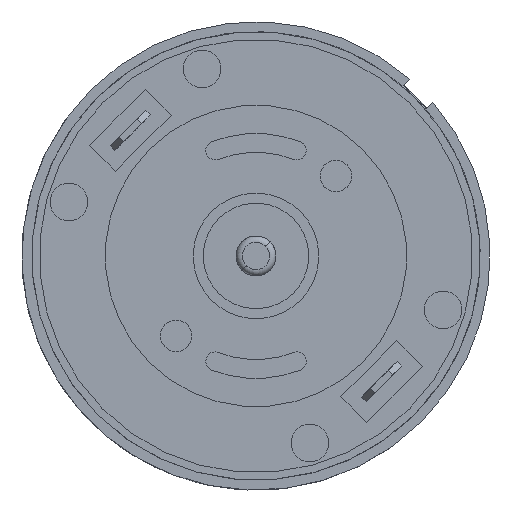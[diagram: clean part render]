
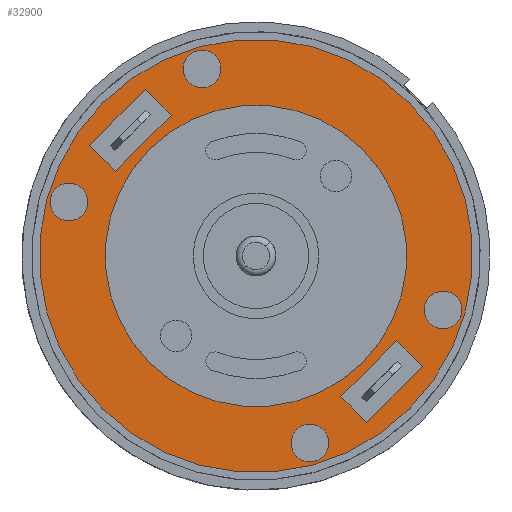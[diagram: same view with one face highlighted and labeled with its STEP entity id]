
A CAD part, left-side view. The second image highlights one B-rep face of the part: STEP entity #32900.
In plain terms, the highlighted face is planar.
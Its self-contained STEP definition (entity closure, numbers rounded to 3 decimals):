
#31319=DIRECTION('',(0.,0.,1.));
#31320=VECTOR('',#31319,6.3);
#31321=CARTESIAN_POINT('',(49.,-15.6,-3.15));
#31322=LINE('',#31321,#31320);
#31327=CARTESIAN_POINT('',(49.,0.,0.));
#31328=DIRECTION('',(-1.,0.,0.));
#31329=DIRECTION('',(0.,1.,0.));
#31330=AXIS2_PLACEMENT_3D('',#31327,#31328,#31329);
#31332=CARTESIAN_POINT('',(49.,0.,0.));
#31333=DIRECTION('',(-1.,0.,0.));
#31334=DIRECTION('',(0.,-1.,0.));
#31335=AXIS2_PLACEMENT_3D('',#31332,#31333,#31334);
#31337=CARTESIAN_POINT('',(49.,0.,0.));
#31338=DIRECTION('',(1.,0.,0.));
#31339=DIRECTION('',(0.,0.,1.));
#31340=AXIS2_PLACEMENT_3D('',#31337,#31338,#31339);
#31342=CARTESIAN_POINT('',(49.,0.,0.));
#31343=DIRECTION('',(1.,0.,0.));
#31344=DIRECTION('',(0.,0.,-1.));
#31345=AXIS2_PLACEMENT_3D('',#31342,#31343,#31344);
#31347=CARTESIAN_POINT('',(49.,-13.569,-7.5));
#31348=DIRECTION('',(1.,0.,0.));
#31349=DIRECTION('',(0.,0.,1.));
#31350=AXIS2_PLACEMENT_3D('',#31347,#31348,#31349);
#31352=CARTESIAN_POINT('',(49.,-13.569,-7.5));
#31353=DIRECTION('',(1.,0.,0.));
#31354=DIRECTION('',(0.,0.,-1.));
#31355=AXIS2_PLACEMENT_3D('',#31352,#31353,#31354);
#31357=CARTESIAN_POINT('',(49.,-13.569,7.5));
#31358=DIRECTION('',(1.,0.,0.));
#31359=DIRECTION('',(0.,0.,1.));
#31360=AXIS2_PLACEMENT_3D('',#31357,#31358,#31359);
#31362=CARTESIAN_POINT('',(49.,-13.569,7.5));
#31363=DIRECTION('',(1.,0.,0.));
#31364=DIRECTION('',(0.,0.,-1.));
#31365=AXIS2_PLACEMENT_3D('',#31362,#31363,#31364);
#31367=CARTESIAN_POINT('',(49.,13.569,-7.5));
#31368=DIRECTION('',(1.,0.,0.));
#31369=DIRECTION('',(0.,0.,1.));
#31370=AXIS2_PLACEMENT_3D('',#31367,#31368,#31369);
#31372=CARTESIAN_POINT('',(49.,13.569,-7.5));
#31373=DIRECTION('',(1.,0.,0.));
#31374=DIRECTION('',(0.,0.,-1.));
#31375=AXIS2_PLACEMENT_3D('',#31372,#31373,#31374);
#31377=CARTESIAN_POINT('',(49.,13.569,7.5));
#31378=DIRECTION('',(1.,0.,0.));
#31379=DIRECTION('',(0.,0.,1.));
#31380=AXIS2_PLACEMENT_3D('',#31377,#31378,#31379);
#31382=CARTESIAN_POINT('',(49.,13.569,7.5));
#31383=DIRECTION('',(1.,0.,0.));
#31384=DIRECTION('',(0.,0.,-1.));
#31385=AXIS2_PLACEMENT_3D('',#31382,#31383,#31384);
#31994=DIRECTION('',(0.,1.,0.));
#31995=VECTOR('',#31994,2.9);
#31996=CARTESIAN_POINT('',(49.,12.7,3.15));
#31997=LINE('',#31996,#31995);
#32002=DIRECTION('',(0.,0.,-1.));
#32003=VECTOR('',#32002,6.3);
#32004=CARTESIAN_POINT('',(49.,15.6,3.15));
#32005=LINE('',#32004,#32003);
#32010=DIRECTION('',(0.,-1.,0.));
#32011=VECTOR('',#32010,2.9);
#32012=CARTESIAN_POINT('',(49.,15.6,-3.15));
#32013=LINE('',#32012,#32011);
#32018=DIRECTION('',(0.,0.,1.));
#32019=VECTOR('',#32018,6.3);
#32020=CARTESIAN_POINT('',(49.,12.7,-3.15));
#32021=LINE('',#32020,#32019);
#32186=DIRECTION('',(0.,-1.,0.));
#32187=VECTOR('',#32186,2.9);
#32188=CARTESIAN_POINT('',(49.,-12.7,-3.15));
#32189=LINE('',#32188,#32187);
#32194=DIRECTION('',(0.,0.,-1.));
#32195=VECTOR('',#32194,6.3);
#32196=CARTESIAN_POINT('',(49.,-12.7,3.15));
#32197=LINE('',#32196,#32195);
#32202=DIRECTION('',(0.,1.,0.));
#32203=VECTOR('',#32202,2.9);
#32204=CARTESIAN_POINT('',(49.,-15.6,3.15));
#32205=LINE('',#32204,#32203);
#32446=CARTESIAN_POINT('',(49.,12.7,3.15));
#32447=CARTESIAN_POINT('',(49.,15.6,3.15));
#32448=VERTEX_POINT('',#32446);
#32449=VERTEX_POINT('',#32447);
#32450=CARTESIAN_POINT('',(49.,17.25,0.));
#32451=CARTESIAN_POINT('',(49.,-17.25,0.));
#32452=VERTEX_POINT('',#32450);
#32453=VERTEX_POINT('',#32451);
#32454=CARTESIAN_POINT('',(49.,0.,12.));
#32455=CARTESIAN_POINT('',(49.,0.,-12.));
#32456=VERTEX_POINT('',#32454);
#32457=VERTEX_POINT('',#32455);
#32458=CARTESIAN_POINT('',(49.,12.7,-3.15));
#32459=VERTEX_POINT('',#32458);
#32460=CARTESIAN_POINT('',(49.,15.6,-3.15));
#32461=VERTEX_POINT('',#32460);
#32462=CARTESIAN_POINT('',(49.,-15.6,-3.15));
#32463=CARTESIAN_POINT('',(49.,-15.6,3.15));
#32464=VERTEX_POINT('',#32462);
#32465=VERTEX_POINT('',#32463);
#32466=CARTESIAN_POINT('',(49.,-12.7,-3.15));
#32467=VERTEX_POINT('',#32466);
#32468=CARTESIAN_POINT('',(49.,-12.7,3.15));
#32469=VERTEX_POINT('',#32468);
#32470=CARTESIAN_POINT('',(49.,-13.569,-6.));
#32471=CARTESIAN_POINT('',(49.,-13.569,-9.));
#32472=VERTEX_POINT('',#32470);
#32473=VERTEX_POINT('',#32471);
#32474=CARTESIAN_POINT('',(49.,-13.569,9.));
#32475=CARTESIAN_POINT('',(49.,-13.569,6.));
#32476=VERTEX_POINT('',#32474);
#32477=VERTEX_POINT('',#32475);
#32478=CARTESIAN_POINT('',(49.,13.569,-6.));
#32479=CARTESIAN_POINT('',(49.,13.569,-9.));
#32480=VERTEX_POINT('',#32478);
#32481=VERTEX_POINT('',#32479);
#32482=CARTESIAN_POINT('',(49.,13.569,9.));
#32483=CARTESIAN_POINT('',(49.,13.569,6.));
#32484=VERTEX_POINT('',#32482);
#32485=VERTEX_POINT('',#32483);
#32840=CARTESIAN_POINT('',(49.,0.,0.));
#32841=DIRECTION('',(1.,0.,0.));
#32842=DIRECTION('',(0.,-1.,0.));
#32843=AXIS2_PLACEMENT_3D('',#32840,#32841,#32842);
#32844=PLANE('',#32843);
#32846=ORIENTED_EDGE('',*,*,#32845,.T.);
#32848=ORIENTED_EDGE('',*,*,#32847,.T.);
#32849=EDGE_LOOP('',(#32846,#32848));
#32850=FACE_OUTER_BOUND('',#32849,.F.);
#32852=ORIENTED_EDGE('',*,*,#32851,.T.);
#32854=ORIENTED_EDGE('',*,*,#32853,.T.);
#32855=EDGE_LOOP('',(#32852,#32854));
#32856=FACE_BOUND('',#32855,.F.);
#32858=ORIENTED_EDGE('',*,*,#32857,.F.);
#32860=ORIENTED_EDGE('',*,*,#32859,.F.);
#32862=ORIENTED_EDGE('',*,*,#32861,.F.);
#32864=ORIENTED_EDGE('',*,*,#32863,.F.);
#32865=EDGE_LOOP('',(#32858,#32860,#32862,#32864));
#32866=FACE_BOUND('',#32865,.F.);
#32867=ORIENTED_EDGE('',*,*,#32830,.F.);
#32869=ORIENTED_EDGE('',*,*,#32868,.F.);
#32871=ORIENTED_EDGE('',*,*,#32870,.F.);
#32873=ORIENTED_EDGE('',*,*,#32872,.F.);
#32874=EDGE_LOOP('',(#32867,#32869,#32871,#32873));
#32875=FACE_BOUND('',#32874,.F.);
#32877=ORIENTED_EDGE('',*,*,#32876,.T.);
#32879=ORIENTED_EDGE('',*,*,#32878,.T.);
#32880=EDGE_LOOP('',(#32877,#32879));
#32881=FACE_BOUND('',#32880,.F.);
#32883=ORIENTED_EDGE('',*,*,#32882,.T.);
#32885=ORIENTED_EDGE('',*,*,#32884,.T.);
#32886=EDGE_LOOP('',(#32883,#32885));
#32887=FACE_BOUND('',#32886,.F.);
#32889=ORIENTED_EDGE('',*,*,#32888,.T.);
#32891=ORIENTED_EDGE('',*,*,#32890,.T.);
#32892=EDGE_LOOP('',(#32889,#32891));
#32893=FACE_BOUND('',#32892,.F.);
#32895=ORIENTED_EDGE('',*,*,#32894,.T.);
#32897=ORIENTED_EDGE('',*,*,#32896,.T.);
#32898=EDGE_LOOP('',(#32895,#32897));
#32899=FACE_BOUND('',#32898,.F.);
#31331=CIRCLE('',#31330,17.25);
#31336=CIRCLE('',#31335,17.25);
#31341=CIRCLE('',#31340,12.);
#31346=CIRCLE('',#31345,12.);
#31351=CIRCLE('',#31350,1.5);
#31356=CIRCLE('',#31355,1.5);
#31361=CIRCLE('',#31360,1.5);
#31366=CIRCLE('',#31365,1.5);
#31371=CIRCLE('',#31370,1.5);
#31376=CIRCLE('',#31375,1.5);
#31381=CIRCLE('',#31380,1.5);
#31386=CIRCLE('',#31385,1.5);
#32830=EDGE_CURVE('',#32464,#32465,#31322,.T.);
#32845=EDGE_CURVE('',#32452,#32453,#31331,.T.);
#32847=EDGE_CURVE('',#32453,#32452,#31336,.T.);
#32851=EDGE_CURVE('',#32456,#32457,#31341,.T.);
#32853=EDGE_CURVE('',#32457,#32456,#31346,.T.);
#32857=EDGE_CURVE('',#32448,#32449,#31997,.T.);
#32859=EDGE_CURVE('',#32459,#32448,#32021,.T.);
#32861=EDGE_CURVE('',#32461,#32459,#32013,.T.);
#32863=EDGE_CURVE('',#32449,#32461,#32005,.T.);
#32868=EDGE_CURVE('',#32467,#32464,#32189,.T.);
#32870=EDGE_CURVE('',#32469,#32467,#32197,.T.);
#32872=EDGE_CURVE('',#32465,#32469,#32205,.T.);
#32876=EDGE_CURVE('',#32472,#32473,#31351,.T.);
#32878=EDGE_CURVE('',#32473,#32472,#31356,.T.);
#32882=EDGE_CURVE('',#32476,#32477,#31361,.T.);
#32884=EDGE_CURVE('',#32477,#32476,#31366,.T.);
#32888=EDGE_CURVE('',#32480,#32481,#31371,.T.);
#32890=EDGE_CURVE('',#32481,#32480,#31376,.T.);
#32894=EDGE_CURVE('',#32484,#32485,#31381,.T.);
#32896=EDGE_CURVE('',#32485,#32484,#31386,.T.);
#32900=ADVANCED_FACE('',(#32850,#32856,#32866,#32875,#32881,#32887,#32893,
#32899),#32844,.T.);
